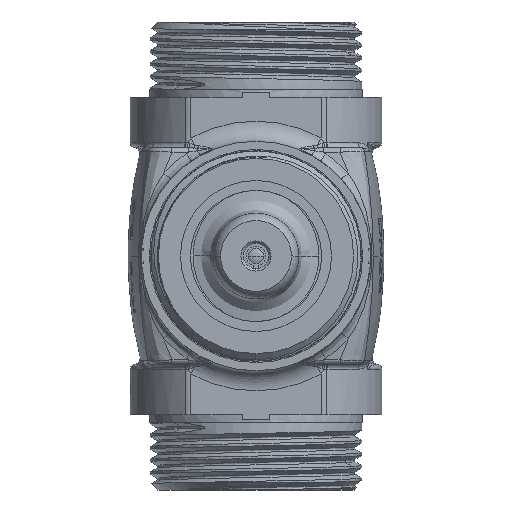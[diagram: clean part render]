
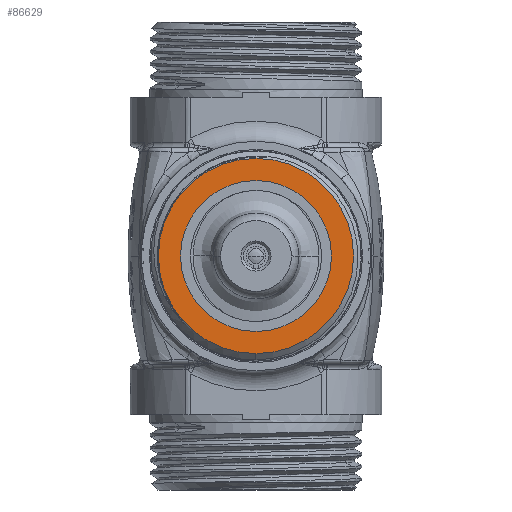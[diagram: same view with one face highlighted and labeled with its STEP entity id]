
A CAD part, front view. The second image highlights one B-rep face of the part: STEP entity #86629.
In plain terms, the highlighted planar face has unit normal (0, -1, 0).
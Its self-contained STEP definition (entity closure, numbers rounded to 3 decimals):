
#6441=CARTESIAN_POINT('',(0.,-45.,0.));
#6442=DIRECTION('',(0.,-1.,0.));
#6443=DIRECTION('',(0.,0.,1.));
#6444=AXIS2_PLACEMENT_3D('',#6441,#6442,#6443);
#6446=CARTESIAN_POINT('',(0.,-45.,0.));
#6447=DIRECTION('',(0.,-1.,0.));
#6448=DIRECTION('',(0.,0.,-1.));
#6449=AXIS2_PLACEMENT_3D('',#6446,#6447,#6448);
#6451=CARTESIAN_POINT('',(0.,-45.,0.));
#6452=DIRECTION('',(0.,-1.,0.));
#6453=DIRECTION('',(0.,0.,1.));
#6454=AXIS2_PLACEMENT_3D('',#6451,#6452,#6453);
#6456=CARTESIAN_POINT('',(0.,-45.,0.));
#6457=DIRECTION('',(0.,-1.,0.));
#6458=DIRECTION('',(0.,0.,-1.));
#6459=AXIS2_PLACEMENT_3D('',#6456,#6457,#6458);
#75914=CARTESIAN_POINT('',(0.,-45.,15.));
#75915=CARTESIAN_POINT('',(0.,-45.,-15.));
#75916=VERTEX_POINT('',#75914);
#75917=VERTEX_POINT('',#75915);
#75996=CARTESIAN_POINT('',(0.,-45.,19.4));
#75997=CARTESIAN_POINT('',(0.,-45.,-19.4));
#75998=VERTEX_POINT('',#75996);
#75999=VERTEX_POINT('',#75997);
#86613=CARTESIAN_POINT('',(0.,-45.,0.));
#86614=DIRECTION('',(0.,1.,0.));
#86615=DIRECTION('',(0.,0.,-1.));
#86616=AXIS2_PLACEMENT_3D('',#86613,#86614,#86615);
#86617=PLANE('',#86616);
#86619=ORIENTED_EDGE('',*,*,#86618,.F.);
#86621=ORIENTED_EDGE('',*,*,#86620,.F.);
#86622=EDGE_LOOP('',(#86619,#86621));
#86623=FACE_OUTER_BOUND('',#86622,.F.);
#86625=ORIENTED_EDGE('',*,*,#86624,.T.);
#86626=ORIENTED_EDGE('',*,*,#86603,.T.);
#86627=EDGE_LOOP('',(#86625,#86626));
#86628=FACE_BOUND('',#86627,.F.);
#86629=ADVANCED_FACE('',(#86623,#86628),#86617,.F.);
#6445=CIRCLE('',#6444,15.);
#6450=CIRCLE('',#6449,15.);
#6455=CIRCLE('',#6454,19.4);
#6460=CIRCLE('',#6459,19.4);
#86603=EDGE_CURVE('',#75917,#75916,#6450,.T.);
#86618=EDGE_CURVE('',#75998,#75999,#6455,.T.);
#86620=EDGE_CURVE('',#75999,#75998,#6460,.T.);
#86624=EDGE_CURVE('',#75916,#75917,#6445,.T.);
